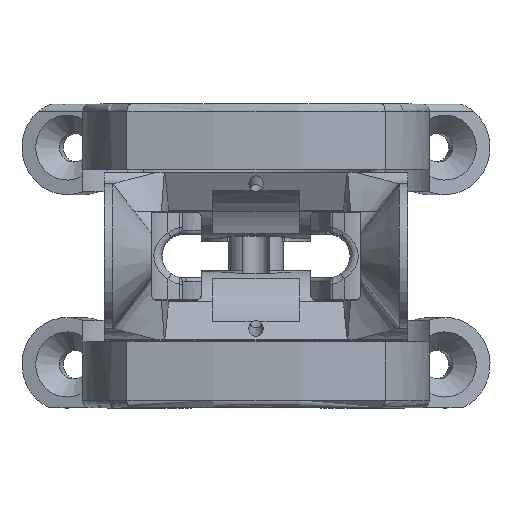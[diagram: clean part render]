
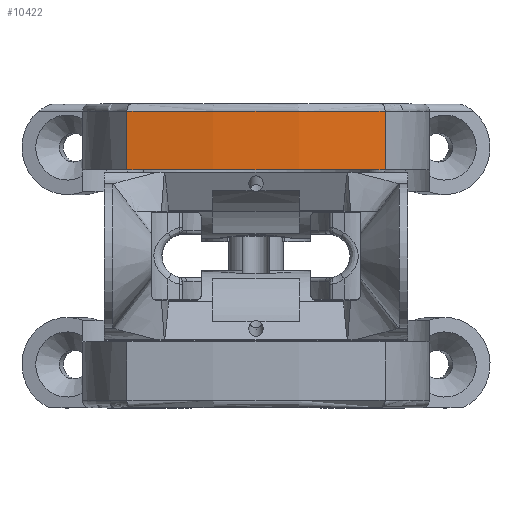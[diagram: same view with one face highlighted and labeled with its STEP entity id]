
A CAD part, top view. The second image highlights one B-rep face of the part: STEP entity #10422.
In plain terms, the highlighted cylindrical face has radius 103.993 mm (diameter 207.986 mm), a partial arc.
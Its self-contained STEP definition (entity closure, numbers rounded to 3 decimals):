
#960=LINE('',#21634,#1668);
#961=LINE('',#21637,#1669);
#1668=VECTOR('',#13541,7.1);
#1669=VECTOR('',#13544,7.1);
#1981=CYLINDRICAL_SURFACE('',#11355,103.993);
#2473=FACE_OUTER_BOUND('',#3083,.T.);
#3083=EDGE_LOOP('',(#9131,#9132,#9133,#9134));
#3593=CIRCLE('',#11334,103.993);
#3603=CIRCLE('',#11356,103.993);
#4884=VERTEX_POINT('',#21392);
#4885=VERTEX_POINT('',#21393);
#4900=VERTEX_POINT('',#21633);
#4901=VERTEX_POINT('',#21635);
#6326=EDGE_CURVE('',#4884,#4885,#3593,.T.);
#6357=EDGE_CURVE('',#4900,#4884,#960,.T.);
#6358=EDGE_CURVE('',#4900,#4901,#3603,.T.);
#6359=EDGE_CURVE('',#4901,#4885,#961,.T.);
#9131=ORIENTED_EDGE('',*,*,#6326,.F.);
#9132=ORIENTED_EDGE('',*,*,#6357,.F.);
#9133=ORIENTED_EDGE('',*,*,#6358,.T.);
#9134=ORIENTED_EDGE('',*,*,#6359,.T.);
#10422=ADVANCED_FACE('',(#2473),#1981,.T.);
#11334=AXIS2_PLACEMENT_3D('',#21394,#13488,#13489);
#11355=AXIS2_PLACEMENT_3D('',#21632,#13539,#13540);
#11356=AXIS2_PLACEMENT_3D('',#21636,#13542,#13543);
#13488=DIRECTION('center_axis',(0.,0.,-1.));
#13489=DIRECTION('ref_axis',(0.,-1.,0.));
#13539=DIRECTION('center_axis',(0.,0.,-1.));
#13540=DIRECTION('ref_axis',(-1.,0.,0.));
#13541=DIRECTION('',(0.,0.,-1.));
#13542=DIRECTION('center_axis',(0.,0.,-1.));
#13543=DIRECTION('ref_axis',(-1.,0.,0.));
#13544=DIRECTION('',(0.,0.,-1.));
#21392=CARTESIAN_POINT('',(17.835,-16.059,-20.1));
#21393=CARTESIAN_POINT('',(-17.835,-16.059,-20.1));
#21394=CARTESIAN_POINT('Origin',(0.,86.393,-20.1));
#21632=CARTESIAN_POINT('Origin',(0.,86.393,-12.));
#21633=CARTESIAN_POINT('',(17.835,-16.059,-12.));
#21634=CARTESIAN_POINT('',(17.835,-16.059,-12.));
#21635=CARTESIAN_POINT('',(-17.835,-16.059,-12.));
#21636=CARTESIAN_POINT('Origin',(0.,86.393,-12.));
#21637=CARTESIAN_POINT('',(-17.835,-16.059,-12.));
